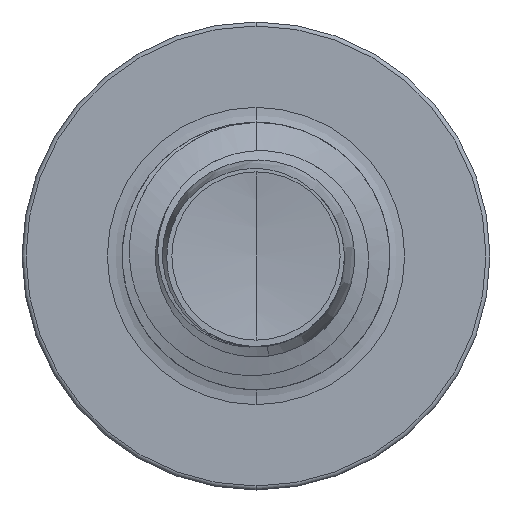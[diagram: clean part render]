
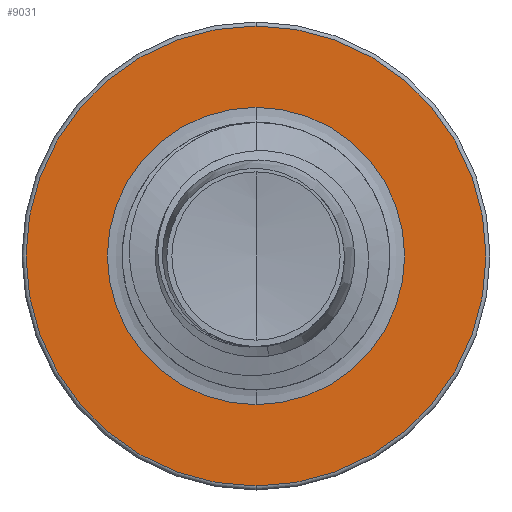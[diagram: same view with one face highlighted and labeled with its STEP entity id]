
A CAD part, front view. The second image highlights one B-rep face of the part: STEP entity #9031.
In plain terms, the highlighted planar face has unit normal (0, -1, 0).
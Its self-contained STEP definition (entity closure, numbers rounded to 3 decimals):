
#330 = AXIS2_PLACEMENT_3D ( 'NONE', #11082, #3899, #12164 ) ;
#406 = DIRECTION ( 'NONE',  ( 0., 1., 0. ) ) ;
#2082 = ORIENTED_EDGE ( 'NONE', *, *, #14194, .F. ) ;
#2368 = DIRECTION ( 'NONE',  ( 0., 0., 1. ) ) ;
#3899 = DIRECTION ( 'NONE',  ( 0., 1., 0. ) ) ;
#4430 = CARTESIAN_POINT ( 'NONE',  ( 0., 3., -1.112 ) ) ;
#4654 = FACE_BOUND ( 'NONE', #12473, .T. ) ;
#5031 = FACE_OUTER_BOUND ( 'NONE', #6008, .T. ) ;
#5298 = ORIENTED_EDGE ( 'NONE', *, *, #9595, .F. ) ;
#5369 = CIRCLE ( 'NONE', #11450, 1.72 ) ;
#5727 = VERTEX_POINT ( 'NONE', #7142 ) ;
#6008 = EDGE_LOOP ( 'NONE', ( #2082, #5298 ) ) ;
#6331 = CARTESIAN_POINT ( 'NONE',  ( 0., 3., 1.72 ) ) ;
#6489 = CARTESIAN_POINT ( 'NONE',  ( 0., 3., 0. ) ) ;
#6726 = DIRECTION ( 'NONE',  ( 0., 1., 0. ) ) ;
#6912 = CIRCLE ( 'NONE', #330, 1.112 ) ;
#7142 = CARTESIAN_POINT ( 'NONE',  ( 0., 3., 1.112 ) ) ;
#7707 = AXIS2_PLACEMENT_3D ( 'NONE', #6489, #14428, #7731 ) ;
#7725 = CARTESIAN_POINT ( 'NONE',  ( 0., 3., 0. ) ) ;
#7731 = DIRECTION ( 'NONE',  ( 0., 0., 1. ) ) ;
#7989 = VERTEX_POINT ( 'NONE', #10274 ) ;
#8229 = VERTEX_POINT ( 'NONE', #4430 ) ;
#8952 = DIRECTION ( 'NONE',  ( 0., 0., 1. ) ) ;
#9022 = CIRCLE ( 'NONE', #7707, 1.112 ) ;
#9031 = ADVANCED_FACE ( 'NONE', ( #5031, #4654 ), #13863, .F. ) ;
#9569 = DIRECTION ( 'NONE',  ( 0., 1., 0. ) ) ;
#9595 = EDGE_CURVE ( 'NONE', #7989, #12371, #11852, .T. ) ;
#9857 = AXIS2_PLACEMENT_3D ( 'NONE', #13516, #6726, #14648 ) ;
#10174 = AXIS2_PLACEMENT_3D ( 'NONE', #13913, #9569, #2368 ) ;
#10219 = EDGE_CURVE ( 'NONE', #8229, #5727, #6912, .T. ) ;
#10274 = CARTESIAN_POINT ( 'NONE',  ( 0., 3., -1.72 ) ) ;
#10395 = EDGE_CURVE ( 'NONE', #5727, #8229, #9022, .T. ) ;
#11082 = CARTESIAN_POINT ( 'NONE',  ( 0., 3., 0. ) ) ;
#11450 = AXIS2_PLACEMENT_3D ( 'NONE', #7725, #406, #8952 ) ;
#11606 = ORIENTED_EDGE ( 'NONE', *, *, #10395, .T. ) ;
#11852 = CIRCLE ( 'NONE', #9857, 1.72 ) ;
#12164 = DIRECTION ( 'NONE',  ( 0., 0., 1. ) ) ;
#12371 = VERTEX_POINT ( 'NONE', #6331 ) ;
#12473 = EDGE_LOOP ( 'NONE', ( #11606, #14430 ) ) ;
#13516 = CARTESIAN_POINT ( 'NONE',  ( 0., 3., 0. ) ) ;
#13863 = PLANE ( 'NONE',  #10174 ) ;
#13913 = CARTESIAN_POINT ( 'NONE',  ( 0., 3., -1.112 ) ) ;
#14194 = EDGE_CURVE ( 'NONE', #12371, #7989, #5369, .T. ) ;
#14428 = DIRECTION ( 'NONE',  ( 0., 1., 0. ) ) ;
#14430 = ORIENTED_EDGE ( 'NONE', *, *, #10219, .T. ) ;
#14648 = DIRECTION ( 'NONE',  ( 0., 0., 1. ) ) ;
